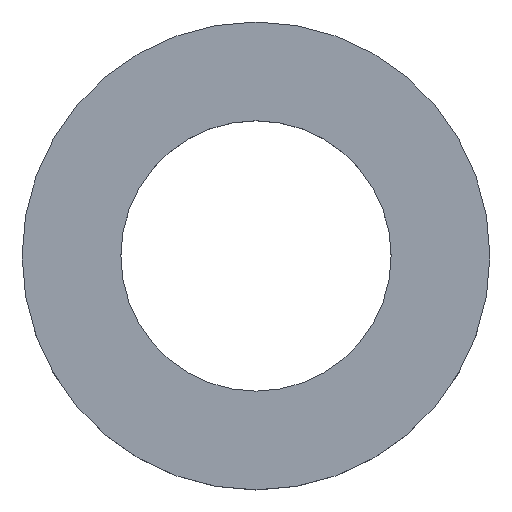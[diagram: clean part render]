
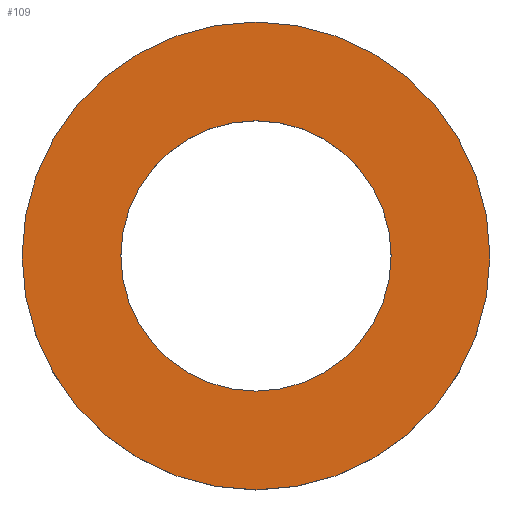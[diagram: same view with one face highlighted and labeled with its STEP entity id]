
A CAD part, top view. The second image highlights one B-rep face of the part: STEP entity #109.
In plain terms, the highlighted planar face has unit normal (0, 0, 1).
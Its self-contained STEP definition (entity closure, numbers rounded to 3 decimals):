
#2 = AXIS2_PLACEMENT_3D ( 'NONE', #160, #192, #37 ) ;
#7 = DIRECTION ( 'NONE',  ( 1., 0., 0. ) ) ;
#10 = DIRECTION ( 'NONE',  ( 0., 0., 1. ) ) ;
#17 = EDGE_LOOP ( 'NONE', ( #158, #97 ) ) ;
#24 = FACE_BOUND ( 'NONE', #17, .T. ) ;
#26 = AXIS2_PLACEMENT_3D ( 'NONE', #136, #152, #153 ) ;
#31 = VERTEX_POINT ( 'NONE', #186 ) ;
#37 = DIRECTION ( 'NONE',  ( 1., 0., 0. ) ) ;
#42 = AXIS2_PLACEMENT_3D ( 'NONE', #134, #10, #7 ) ;
#46 = VERTEX_POINT ( 'NONE', #89 ) ;
#52 = DIRECTION ( 'NONE',  ( 0., 0., 1. ) ) ;
#68 = EDGE_CURVE ( 'NONE', #113, #31, #83, .T. ) ;
#70 = DIRECTION ( 'NONE',  ( 0., 0., 1. ) ) ;
#71 = CARTESIAN_POINT ( 'NONE',  ( -9.906, 0., 4.817 ) ) ;
#73 = CARTESIAN_POINT ( 'NONE',  ( 17.145, 0., 4.817 ) ) ;
#77 = CIRCLE ( 'NONE', #26, 17.145 ) ;
#83 = CIRCLE ( 'NONE', #2, 9.906 ) ;
#85 = CARTESIAN_POINT ( 'NONE',  ( 0., 0., 4.817 ) ) ;
#86 = EDGE_CURVE ( 'NONE', #96, #46, #77, .T. ) ;
#87 = AXIS2_PLACEMENT_3D ( 'NONE', #85, #70, #150 ) ;
#89 = CARTESIAN_POINT ( 'NONE',  ( -17.145, 0., 4.817 ) ) ;
#96 = VERTEX_POINT ( 'NONE', #73 ) ;
#97 = ORIENTED_EDGE ( 'NONE', *, *, #156, .F. ) ;
#102 = ORIENTED_EDGE ( 'NONE', *, *, #86, .T. ) ;
#108 = DIRECTION ( 'NONE',  ( 1., 0., 0. ) ) ;
#109 = ADVANCED_FACE ( 'NONE', ( #179, #24 ), #138, .T. ) ;
#112 = EDGE_LOOP ( 'NONE', ( #114, #102 ) ) ;
#113 = VERTEX_POINT ( 'NONE', #71 ) ;
#114 = ORIENTED_EDGE ( 'NONE', *, *, #159, .T. ) ;
#119 = CIRCLE ( 'NONE', #87, 9.906 ) ;
#134 = CARTESIAN_POINT ( 'NONE',  ( 0., 0., 4.817 ) ) ;
#136 = CARTESIAN_POINT ( 'NONE',  ( 0., 0., 4.817 ) ) ;
#138 = PLANE ( 'NONE',  #42 ) ;
#150 = DIRECTION ( 'NONE',  ( 1., 0., 0. ) ) ;
#152 = DIRECTION ( 'NONE',  ( 0., 0., 1. ) ) ;
#153 = DIRECTION ( 'NONE',  ( 1., 0., 0. ) ) ;
#156 = EDGE_CURVE ( 'NONE', #31, #113, #119, .T. ) ;
#158 = ORIENTED_EDGE ( 'NONE', *, *, #68, .F. ) ;
#159 = EDGE_CURVE ( 'NONE', #46, #96, #195, .T. ) ;
#160 = CARTESIAN_POINT ( 'NONE',  ( 0., 0., 4.817 ) ) ;
#179 = FACE_OUTER_BOUND ( 'NONE', #112, .T. ) ;
#181 = CARTESIAN_POINT ( 'NONE',  ( 0., 0., 4.817 ) ) ;
#186 = CARTESIAN_POINT ( 'NONE',  ( 9.906, 0., 4.817 ) ) ;
#192 = DIRECTION ( 'NONE',  ( 0., 0., 1. ) ) ;
#195 = CIRCLE ( 'NONE', #197, 17.145 ) ;
#197 = AXIS2_PLACEMENT_3D ( 'NONE', #181, #52, #108 ) ;
